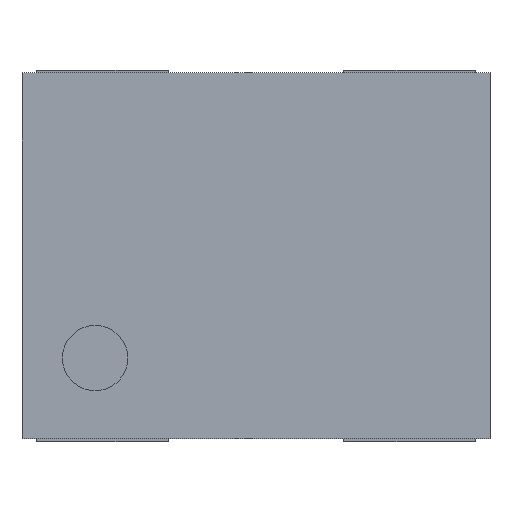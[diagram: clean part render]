
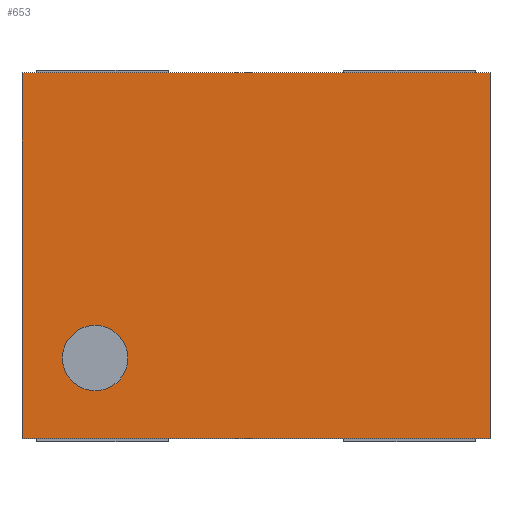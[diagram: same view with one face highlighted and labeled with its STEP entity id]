
A CAD part, top view. The second image highlights one B-rep face of the part: STEP entity #653.
In plain terms, the highlighted planar face has unit normal (0, 0, 1).
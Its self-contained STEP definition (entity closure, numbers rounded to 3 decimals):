
#14=FACE_BOUND('',#129,.T.);
#64=PLANE('',#701);
#96=FACE_OUTER_BOUND('',#128,.T.);
#128=EDGE_LOOP('',(#616,#617,#618,#619));
#129=EDGE_LOOP('',(#620));
#147=LINE('',#900,#232);
#185=LINE('',#977,#270);
#213=LINE('',#1031,#298);
#214=LINE('',#1033,#299);
#232=VECTOR('',#739,10.);
#270=VECTOR('',#795,10.);
#298=VECTOR('',#851,10.);
#299=VECTOR('',#854,10.);
#300=CIRCLE('',#669,0.224);
#302=VERTEX_POINT('',#859);
#316=VERTEX_POINT('',#897);
#317=VERTEX_POINT('',#899);
#346=VERTEX_POINT('',#974);
#347=VERTEX_POINT('',#976);
#360=EDGE_CURVE('',#302,#302,#300,.T.);
#379=EDGE_CURVE('',#317,#316,#147,.T.);
#417=EDGE_CURVE('',#347,#346,#185,.T.);
#445=EDGE_CURVE('',#346,#317,#213,.T.);
#446=EDGE_CURVE('',#316,#347,#214,.T.);
#616=ORIENTED_EDGE('',*,*,#379,.T.);
#617=ORIENTED_EDGE('',*,*,#446,.T.);
#618=ORIENTED_EDGE('',*,*,#417,.T.);
#619=ORIENTED_EDGE('',*,*,#445,.T.);
#620=ORIENTED_EDGE('',*,*,#360,.T.);
#653=ADVANCED_FACE('',(#96,#14),#64,.T.);
#669=AXIS2_PLACEMENT_3D('',#860,#706,#707);
#701=AXIS2_PLACEMENT_3D('',#1034,#855,#856);
#706=DIRECTION('center_axis',(0.,0.,-1.));
#707=DIRECTION('ref_axis',(-1.,0.,0.));
#739=DIRECTION('',(1.,0.,0.));
#795=DIRECTION('',(-1.,0.,0.));
#851=DIRECTION('',(0.,-1.,0.));
#854=DIRECTION('',(0.,1.,0.));
#855=DIRECTION('center_axis',(0.,0.,1.));
#856=DIRECTION('ref_axis',(1.,0.,0.));
#859=CARTESIAN_POINT('',(-0.876,-0.7,1.3));
#860=CARTESIAN_POINT('Origin',(-1.1,-0.7,1.3));
#897=CARTESIAN_POINT('',(1.6,-1.25,1.3));
#899=CARTESIAN_POINT('',(-1.6,-1.25,1.3));
#900=CARTESIAN_POINT('',(1.6,-1.25,1.3));
#974=CARTESIAN_POINT('',(-1.6,1.25,1.3));
#976=CARTESIAN_POINT('',(1.6,1.25,1.3));
#977=CARTESIAN_POINT('',(-1.6,1.25,1.3));
#1031=CARTESIAN_POINT('',(-1.6,-1.25,1.3));
#1033=CARTESIAN_POINT('',(1.6,1.25,1.3));
#1034=CARTESIAN_POINT('Origin',(0.,0.,1.3));
